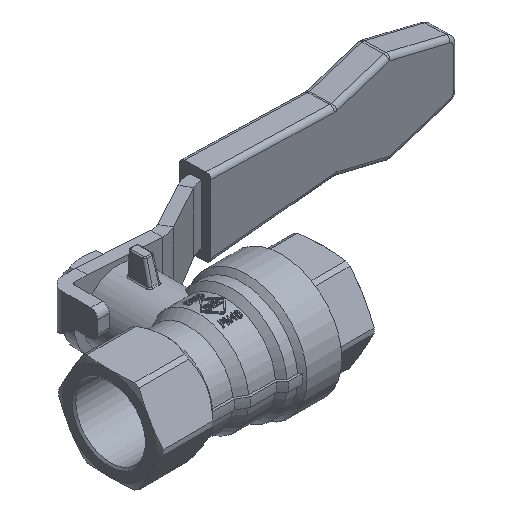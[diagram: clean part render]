
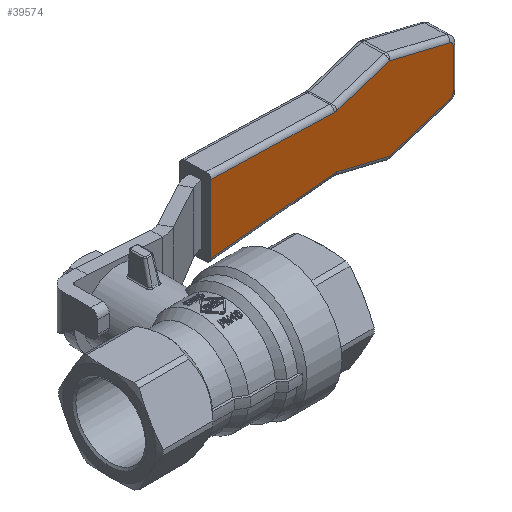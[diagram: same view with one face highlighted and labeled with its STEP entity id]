
A CAD part, isometric view. The second image highlights one B-rep face of the part: STEP entity #39574.
In plain terms, the highlighted planar face has unit normal (0.035, -0.999, 0).
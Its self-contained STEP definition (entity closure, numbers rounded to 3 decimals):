
#259=CARTESIAN_POINT('',(25.886,27.073,7.342));
#260=VERTEX_POINT('',#259);
#310=CARTESIAN_POINT('',(25.886,27.073,-7.342));
#311=VERTEX_POINT('',#310);
#319=CARTESIAN_POINT('',(25.886,27.073,-7.342));
#320=DIRECTION('',(0.0,0.0,1.0));
#321=VECTOR('',#320,14.685);
#322=LINE('',#319,#321);
#323=EDGE_CURVE('',#311,#260,#322,.T.);
#38565=CARTESIAN_POINT('',(53.985,28.055,5.726));
#38566=VERTEX_POINT('',#38565);
#38574=CARTESIAN_POINT('',(65.691,28.463,8.865));
#38575=VERTEX_POINT('',#38574);
#38576=CARTESIAN_POINT('',(53.985,28.055,5.726));
#38577=DIRECTION('',(0.965,0.034,0.259));
#38578=VECTOR('',#38577,12.126);
#38579=LINE('',#38576,#38578);
#38580=EDGE_CURVE('',#38566,#38575,#38579,.T.);
#38607=CARTESIAN_POINT('',(53.345,28.032,5.662));
#38608=VERTEX_POINT('',#38607);
#38616=CARTESIAN_POINT('',(53.467,28.037,7.658));
#38617=DIRECTION('',(0.035,-0.999,0.));
#38618=DIRECTION('',(0.1,0.003,-0.995));
#38619=AXIS2_PLACEMENT_3D('',#38616,#38617,#38618);
#38620=CIRCLE('',#38619,2.);
#38621=EDGE_CURVE('',#38608,#38566,#38620,.T.);
#38640=CARTESIAN_POINT('',(25.886,27.073,7.342));
#38641=DIRECTION('',(0.998,0.035,-0.061));
#38642=VECTOR('',#38641,27.528);
#38643=LINE('',#38640,#38642);
#38644=EDGE_CURVE('',#260,#38608,#38643,.T.);
#38663=CARTESIAN_POINT('',(79.112,28.932,-5.266));
#38664=VERTEX_POINT('',#38663);
#38672=CARTESIAN_POINT('',(65.691,28.463,-8.865));
#38673=VERTEX_POINT('',#38672);
#38674=CARTESIAN_POINT('',(79.112,28.932,-5.266));
#38675=DIRECTION('',(-0.965,-0.034,-0.259));
#38676=VECTOR('',#38675,13.903);
#38677=LINE('',#38674,#38676);
#38678=EDGE_CURVE('',#38664,#38673,#38677,.T.);
#38735=CARTESIAN_POINT('',(79.853,28.958,-4.3));
#38736=VERTEX_POINT('',#38735);
#38744=CARTESIAN_POINT('',(78.853,28.923,-4.3));
#38745=DIRECTION('',(-0.035,0.999,0.));
#38746=DIRECTION('',(0.793,0.028,-0.609));
#38747=AXIS2_PLACEMENT_3D('',#38744,#38745,#38746);
#38748=CIRCLE('',#38747,1.);
#38749=EDGE_CURVE('',#38736,#38664,#38748,.T.);
#38769=CARTESIAN_POINT('',(79.853,28.958,4.3));
#38770=VERTEX_POINT('',#38769);
#38778=CARTESIAN_POINT('',(79.853,28.958,4.3));
#38779=DIRECTION('',(0.0,0.0,-1.0));
#38780=VECTOR('',#38779,8.601);
#38781=LINE('',#38778,#38780);
#38782=EDGE_CURVE('',#38770,#38736,#38781,.T.);
#38801=CARTESIAN_POINT('',(79.112,28.932,5.266));
#38802=VERTEX_POINT('',#38801);
#38810=CARTESIAN_POINT('',(78.853,28.923,4.3));
#38811=DIRECTION('',(-0.035,0.999,0.));
#38812=DIRECTION('',(0.793,0.028,0.609));
#38813=AXIS2_PLACEMENT_3D('',#38810,#38811,#38812);
#38814=CIRCLE('',#38813,1.);
#38815=EDGE_CURVE('',#38802,#38770,#38814,.T.);
#38842=CARTESIAN_POINT('',(65.691,28.463,8.865));
#38843=DIRECTION('',(0.965,0.034,-0.259));
#38844=VECTOR('',#38843,13.903);
#38845=LINE('',#38842,#38844);
#38846=EDGE_CURVE('',#38575,#38802,#38845,.T.);
#38872=CARTESIAN_POINT('',(53.345,28.032,-5.662));
#38873=VERTEX_POINT('',#38872);
#38881=CARTESIAN_POINT('',(53.345,28.032,-5.662));
#38882=DIRECTION('',(-0.998,-0.035,-0.061));
#38883=VECTOR('',#38882,27.528);
#38884=LINE('',#38881,#38883);
#38885=EDGE_CURVE('',#38873,#311,#38884,.T.);
#38897=CARTESIAN_POINT('',(53.985,28.055,-5.726));
#38898=VERTEX_POINT('',#38897);
#38906=CARTESIAN_POINT('',(53.467,28.037,-7.658));
#38907=DIRECTION('',(0.035,-0.999,0.));
#38908=DIRECTION('',(0.1,0.003,0.995));
#38909=AXIS2_PLACEMENT_3D('',#38906,#38907,#38908);
#38910=CIRCLE('',#38909,2.);
#38911=EDGE_CURVE('',#38898,#38873,#38910,.T.);
#38938=CARTESIAN_POINT('',(65.691,28.463,-8.865));
#38939=DIRECTION('',(-0.965,-0.034,0.259));
#38940=VECTOR('',#38939,12.126);
#38941=LINE('',#38938,#38940);
#38942=EDGE_CURVE('',#38673,#38898,#38941,.T.);
#39555=CARTESIAN_POINT('',(52.814,28.014,-3.883));
#39556=DIRECTION('',(-0.035,0.999,0.));
#39557=DIRECTION('',(0.999,0.035,0.));
#39558=AXIS2_PLACEMENT_3D('',#39555,#39556,#39557);
#39559=PLANE('',#39558);
#39560=ORIENTED_EDGE('',*,*,#38644,.F.);
#39561=ORIENTED_EDGE('',*,*,#323,.F.);
#39562=ORIENTED_EDGE('',*,*,#38885,.F.);
#39563=ORIENTED_EDGE('',*,*,#38911,.F.);
#39564=ORIENTED_EDGE('',*,*,#38942,.F.);
#39565=ORIENTED_EDGE('',*,*,#38678,.F.);
#39566=ORIENTED_EDGE('',*,*,#38749,.F.);
#39567=ORIENTED_EDGE('',*,*,#38782,.F.);
#39568=ORIENTED_EDGE('',*,*,#38815,.F.);
#39569=ORIENTED_EDGE('',*,*,#38846,.F.);
#39570=ORIENTED_EDGE('',*,*,#38580,.F.);
#39571=ORIENTED_EDGE('',*,*,#38621,.F.);
#39572=EDGE_LOOP('',(#39560,#39561,#39562,#39563,#39564,#39565,#39566,#39567,#39568,#39569,#39570,#39571));
#39573=FACE_OUTER_BOUND('',#39572,.T.);
#39574=ADVANCED_FACE('',(#39573),#39559,.F.);
